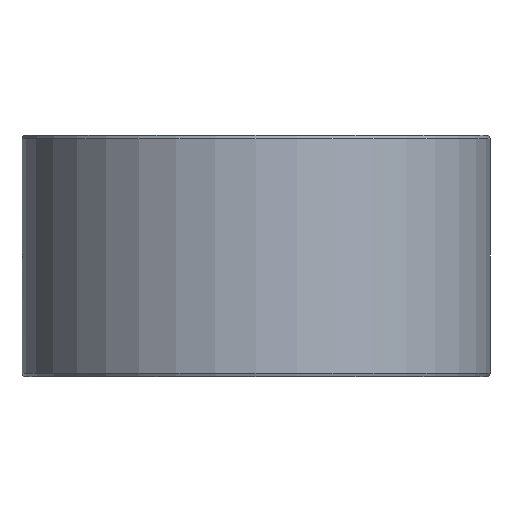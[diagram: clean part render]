
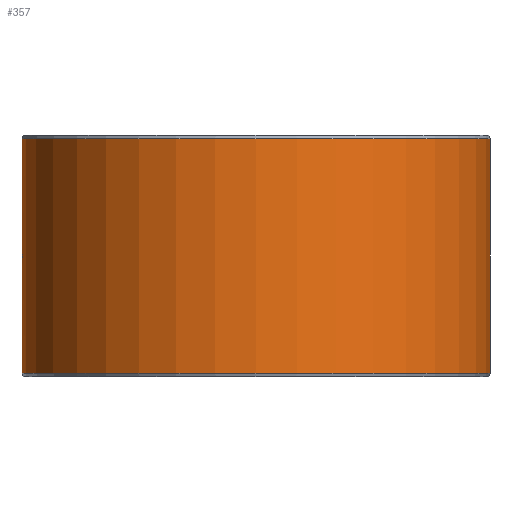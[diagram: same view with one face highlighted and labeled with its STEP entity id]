
A CAD part, left-side view. The second image highlights one B-rep face of the part: STEP entity #357.
In plain terms, the highlighted cylindrical face has radius 77.5 mm (diameter 155 mm), a partial arc.
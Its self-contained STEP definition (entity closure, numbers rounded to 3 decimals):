
#61=CARTESIAN_POINT('',(0.,77.5,4.));
#62=CARTESIAN_POINT('',(-0.354,77.5,4.));
#63=CARTESIAN_POINT('',(-1.038,77.495,3.911));
#64=CARTESIAN_POINT('',(-2.036,77.475,3.497));
#65=CARTESIAN_POINT('',(-2.864,77.448,2.857));
#66=CARTESIAN_POINT('',(-3.51,77.421,2.014));
#67=CARTESIAN_POINT('',(-3.91,77.401,1.033));
#68=CARTESIAN_POINT('',(-4.,77.397,0.353));
#69=CARTESIAN_POINT('',(-4.,77.397,0.));
#71=CARTESIAN_POINT('',(0.,0.,38.8));
#72=DIRECTION('',(0.,0.,-1.));
#73=DIRECTION('',(0.,-1.,0.));
#74=AXIS2_PLACEMENT_3D('',#71,#72,#73);
#76=CARTESIAN_POINT('',(-4.,77.397,0.));
#77=CARTESIAN_POINT('',(-4.,77.397,-0.353));
#78=CARTESIAN_POINT('',(-3.91,77.401,-1.035));
#79=CARTESIAN_POINT('',(-3.508,77.421,-2.017));
#80=CARTESIAN_POINT('',(-2.861,77.448,-2.86));
#81=CARTESIAN_POINT('',(-2.03,77.475,-3.501));
#82=CARTESIAN_POINT('',(-1.038,77.495,-3.91));
#83=CARTESIAN_POINT('',(-0.354,77.5,-4.));
#84=CARTESIAN_POINT('',(0.,77.5,-4.));
#107=DIRECTION('',(0.,0.,-1.));
#108=VECTOR('',#107,34.8);
#109=CARTESIAN_POINT('',(0.,77.5,-4.));
#110=LINE('',#109,#108);
#111=DIRECTION('',(0.,0.,-1.));
#112=VECTOR('',#111,77.6);
#113=CARTESIAN_POINT('',(0.,-77.5,38.8));
#114=LINE('',#113,#112);
#120=DIRECTION('',(0.,0.,-1.));
#121=VECTOR('',#120,34.8);
#122=CARTESIAN_POINT('',(0.,77.5,38.8));
#123=LINE('',#122,#121);
#181=CARTESIAN_POINT('',(0.,0.,-38.8));
#182=DIRECTION('',(0.,0.,-1.));
#183=DIRECTION('',(0.,-1.,0.));
#184=AXIS2_PLACEMENT_3D('',#181,#182,#183);
#232=CARTESIAN_POINT('',(0.,-77.5,38.8));
#234=VERTEX_POINT('',#232);
#235=CARTESIAN_POINT('',(0.,-77.5,-38.8));
#236=VERTEX_POINT('',#235);
#248=CARTESIAN_POINT('',(0.,77.5,38.8));
#250=VERTEX_POINT('',#248);
#251=CARTESIAN_POINT('',(0.,77.5,-38.8));
#253=VERTEX_POINT('',#251);
#259=VERTEX_POINT('',#61);
#260=VERTEX_POINT('',#69);
#261=VERTEX_POINT('',#84);
#337=CARTESIAN_POINT('',(0.,0.,44.));
#338=DIRECTION('',(0.,0.,-1.));
#339=DIRECTION('',(0.,-1.,0.));
#340=AXIS2_PLACEMENT_3D('',#337,#338,#339);
#341=CYLINDRICAL_SURFACE('',#340,77.5);
#342=ORIENTED_EDGE('',*,*,#323,.F.);
#344=ORIENTED_EDGE('',*,*,#343,.F.);
#346=ORIENTED_EDGE('',*,*,#345,.F.);
#348=ORIENTED_EDGE('',*,*,#347,.T.);
#350=ORIENTED_EDGE('',*,*,#349,.T.);
#352=ORIENTED_EDGE('',*,*,#351,.F.);
#354=ORIENTED_EDGE('',*,*,#353,.F.);
#355=EDGE_LOOP('',(#342,#344,#346,#348,#350,#352,#354));
#356=FACE_OUTER_BOUND('',#355,.F.);
#357=ADVANCED_FACE('',(#356),#341,.T.);
#70=B_SPLINE_CURVE_WITH_KNOTS('',3,(#61,#62,#63,#64,#65,#66,#67,#68,#69),
.UNSPECIFIED.,.F.,.F.,(4,1,1,1,1,1,4),(0.,0.167,0.333,
0.5,0.667,0.833,1.),.UNSPECIFIED.);
#75=CIRCLE('',#74,77.5);
#85=B_SPLINE_CURVE_WITH_KNOTS('',3,(#76,#77,#78,#79,#80,#81,#82,#83,#84),
.UNSPECIFIED.,.F.,.F.,(4,1,1,1,1,1,4),(0.,0.167,0.333,
0.5,0.667,0.833,1.),.UNSPECIFIED.);
#185=CIRCLE('',#184,77.5);
#323=EDGE_CURVE('',#259,#260,#70,.T.);
#343=EDGE_CURVE('',#250,#259,#123,.T.);
#345=EDGE_CURVE('',#234,#250,#75,.T.);
#347=EDGE_CURVE('',#234,#236,#114,.T.);
#349=EDGE_CURVE('',#236,#253,#185,.T.);
#351=EDGE_CURVE('',#261,#253,#110,.T.);
#353=EDGE_CURVE('',#260,#261,#85,.T.);
